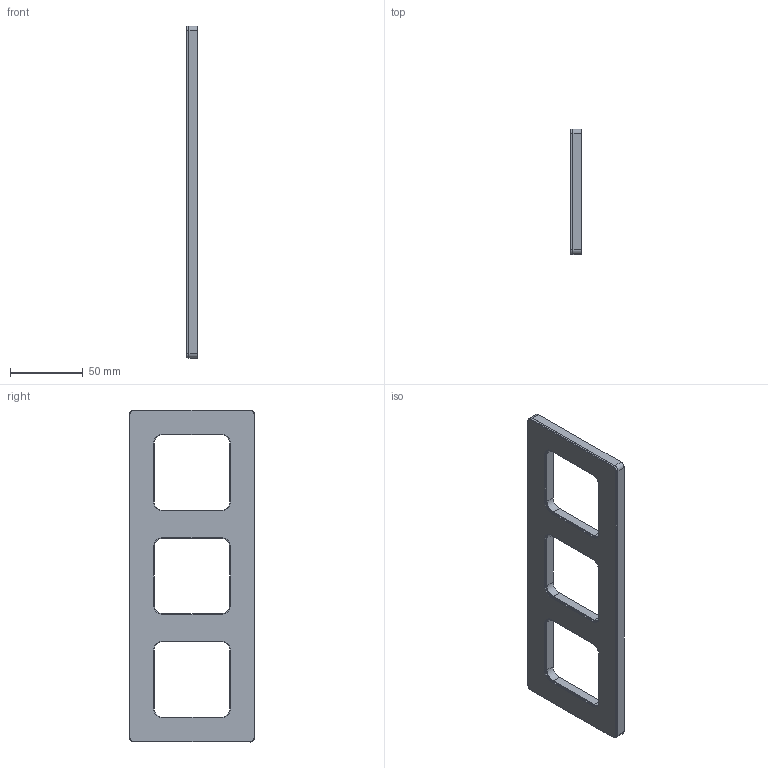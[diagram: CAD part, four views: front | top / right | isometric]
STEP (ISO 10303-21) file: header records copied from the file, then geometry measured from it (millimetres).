
FILE_DESCRIPTION (( 'STEP AP214' ), '1' );
FILE_NAME ('s86_bk3-z.STEP', '2025-03-24T08:46:08', ( '' ), ( '' ), 'SwSTEP 2.0', 'SolidWorks 2022', '' );
FILE_SCHEMA (( 'AUTOMOTIVE_DESIGN' ));
Length unit declared in the file: millimetre
Products named in the file (1): s86_bk3-z
Bounding box: 7.8 x 86 x 228 mm (x, y, z)
Volume: 90112.3 mm3; surface area: 32865.1 mm2
Topology: 1 solids, 1 shells, 255 faces, 700 edges, 454 vertices
Faces by surface type: plane 125, cone 82, cylinder 32, torus 16
Entity records: 8274 total; most frequent: CARTESIAN_POINT 1806, ORIENTED_EDGE 1400, DIRECTION 1306, EDGE_CURVE 700, AXIS2_PLACEMENT_3D 482, VERTEX_POINT 454, LINE 342, VECTOR 342
